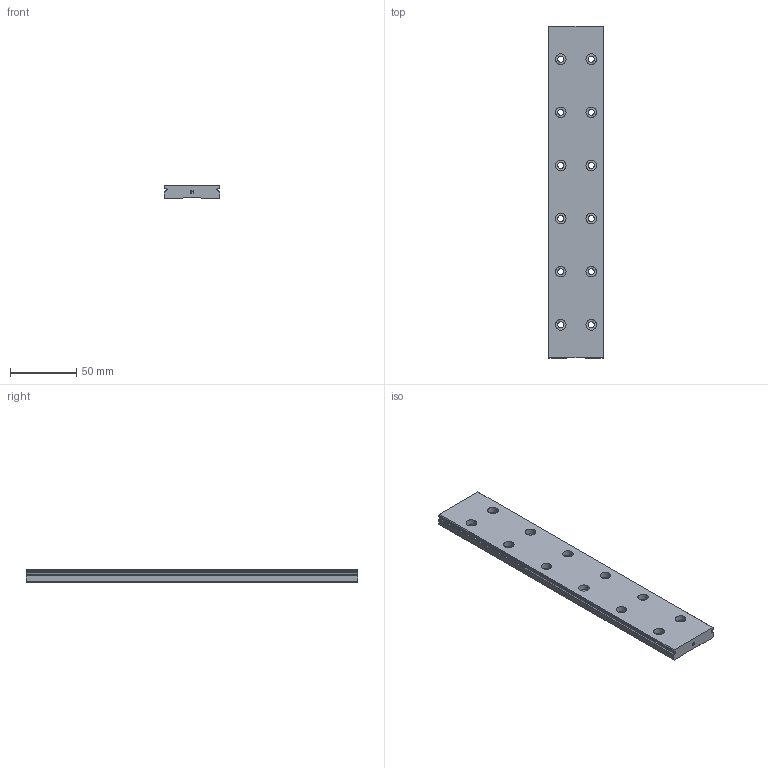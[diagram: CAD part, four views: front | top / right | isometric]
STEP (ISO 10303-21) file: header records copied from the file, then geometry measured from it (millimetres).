
FILE_DESCRIPTION (( 'STEP AP203' ), '1' );
FILE_NAME ('13-018397.step', '2022-02-21T15:50:13', ( '' ), ( '' ), 'SwSTEP 2.0', 'SolidWorks 2021', '' );
FILE_SCHEMA (( 'CONFIG_CONTROL_DESIGN' ));
Length unit declared in the file: millimetre
Products named in the file (1): 13-018397
Bounding box: 42 x 250 x 9.5 mm (x, y, z)
Volume: 92389.5 mm3; surface area: 29531.2 mm2
Topology: 1 solids, 1 shells, 157 faces, 417 edges, 278 vertices
Faces by surface type: plane 95, cylinder 62
Entity records: 5020 total; most frequent: DIRECTION 857, CARTESIAN_POINT 853, ORIENTED_EDGE 834, EDGE_CURVE 417, VECTOR 293, LINE 293, AXIS2_PLACEMENT_3D 282, VERTEX_POINT 278
